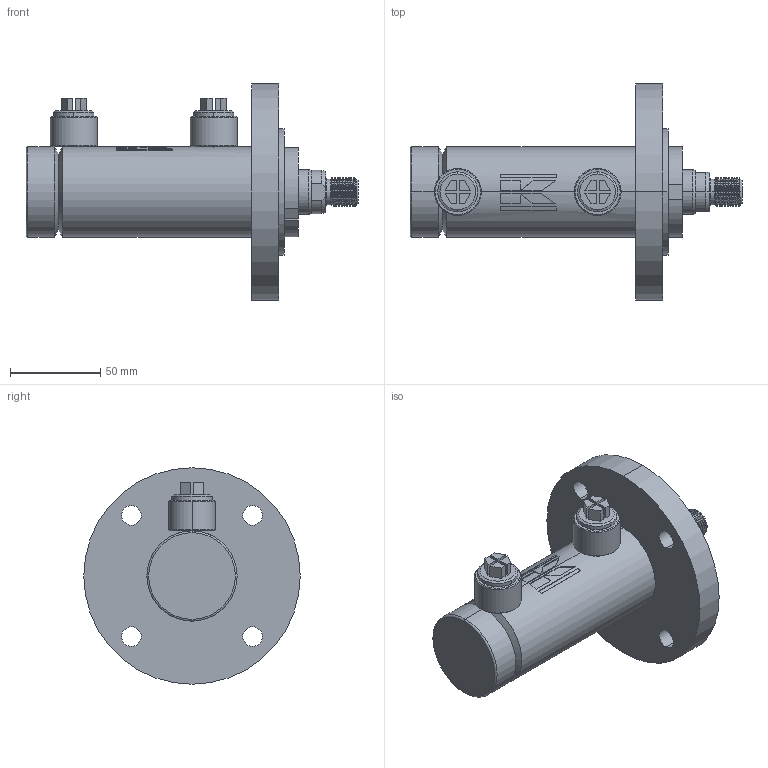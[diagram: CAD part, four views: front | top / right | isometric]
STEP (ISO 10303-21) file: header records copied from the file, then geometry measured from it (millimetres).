
FILE_DESCRIPTION (( 'STEP AP214' ), '1' );
FILE_NAME ('CFGCY0069592-Cylinder.step', '2024-11-15T07:30:26', ( 'Kramp IT' ), ( 'Kramp' ), 'SwSTEP 2.0', 'SolidWorks 2021', '' );
FILE_SCHEMA (( 'AUTOMOTIVE_DESIGN' ));
Length unit declared in the file: millimetre
Products named in the file (18): Tube-MA_Simplified; Rod_Simplified; DS2904004VM_Simplified; DS2904013025VM_Simplified; DS2904015; SP06M; ATT-NONE; DS2904013025_Simplified; LSN06E; Rod-WA_Simplified; Tube_Simplified; DS3904001A; DS2904004_Simplified; FRONTFLANGE; MATE-AID; Tube-WA_Simplified; CFGCY0069592-Cylinder
Assembly tree (17 placements, depth 4):
  ATT-NONE
  MATE-AID
  CFGCY0069592-Cylinder
    Tube-WA_Simplified
      Tube-MA_Simplified
        Tube_Simplified
        LSN06E
        FRONTFLANGE
      LSN06E
      DS3904001A
        DS3904001A
    Rod-WA_Simplified
      Rod_Simplified
    DS2904013025VM_Simplified
      DS2904013025_Simplified
    DS2904004VM_Simplified
      DS2904004_Simplified
    DS2904015
    SP06M  x2
Bounding box: 184 x 120 x 120 mm (x, y, z)
Volume: 424007.1 mm3; surface area: 116682.8 mm2
Topology: 11 solids, 11 shells, 369 faces, 854 edges, 542 vertices
Faces by surface type: cylinder 141, plane 138, cone 62, torus 22, bspline 6
Entity records: 11348 total; most frequent: CARTESIAN_POINT 3061, DIRECTION 1476, ORIENTED_EDGE 1324, EDGE_CURVE 662, AXIS2_PLACEMENT_3D 588, VERTEX_POINT 420, EDGE_LOOP 336, LINE 300
